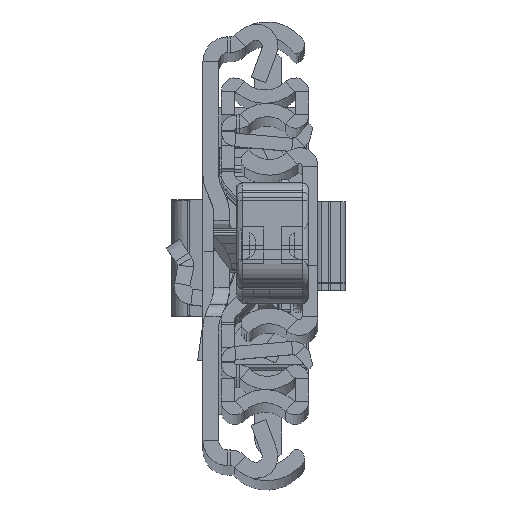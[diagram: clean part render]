
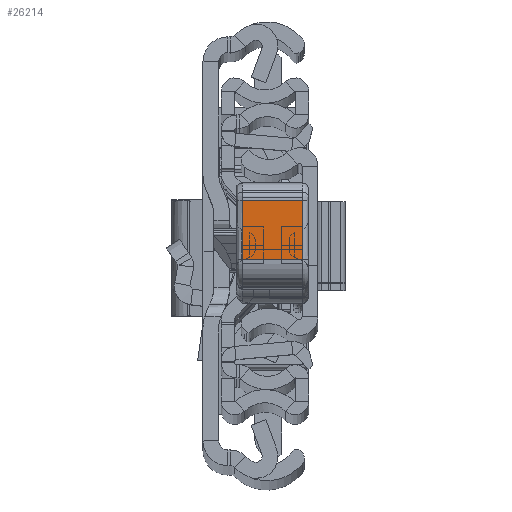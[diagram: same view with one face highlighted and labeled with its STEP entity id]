
A CAD part, top view. The second image highlights one B-rep face of the part: STEP entity #26214.
In plain terms, the highlighted face is planar.
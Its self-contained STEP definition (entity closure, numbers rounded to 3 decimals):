
#1105 = DIRECTION ( 'NONE',  ( -1., 0.027, 0. ) ) ;
#1971 = EDGE_CURVE ( 'NONE', #16025, #10137, #19571, .T. ) ;
#2569 = VECTOR ( 'NONE', #32171, 1000. ) ;
#2755 = CARTESIAN_POINT ( 'NONE',  ( 39.818, -2.465, 0. ) ) ;
#5513 = LINE ( 'NONE', #11269, #2569 ) ;
#5762 = VECTOR ( 'NONE', #16226, 1000. ) ;
#7574 = DIRECTION ( 'NONE',  ( 0., 0., -1. ) ) ;
#10137 = VERTEX_POINT ( 'NONE', #20660 ) ;
#10481 = CARTESIAN_POINT ( 'NONE',  ( 39.818, -2.465, -10. ) ) ;
#10997 = VECTOR ( 'NONE', #7574, 1000. ) ;
#11269 = CARTESIAN_POINT ( 'NONE',  ( 39.55, -12.274, -10. ) ) ;
#16025 = VERTEX_POINT ( 'NONE', #32369 ) ;
#16226 = DIRECTION ( 'NONE',  ( 0.027, 1., 0. ) ) ;
#19029 = EDGE_CURVE ( 'NONE', #10137, #24941, #19100, .T. ) ;
#19100 = LINE ( 'NONE', #30791, #5762 ) ;
#19571 = LINE ( 'NONE', #27990, #27589 ) ;
#20104 = ORIENTED_EDGE ( 'NONE', *, *, #1971, .F. ) ;
#20510 = FACE_OUTER_BOUND ( 'NONE', #27798, .T. ) ;
#20660 = CARTESIAN_POINT ( 'NONE',  ( 39.55, -12.274, 0. ) ) ;
#21650 = ORIENTED_EDGE ( 'NONE', *, *, #19029, .F. ) ;
#22441 = VERTEX_POINT ( 'NONE', #10481 ) ;
#22592 = DIRECTION ( 'NONE',  ( 0., 0., 1. ) ) ;
#22841 = EDGE_CURVE ( 'NONE', #24941, #22441, #30958, .T. ) ;
#24941 = VERTEX_POINT ( 'NONE', #2755 ) ;
#26214 = ADVANCED_FACE ( 'NONE', ( #20510 ), #32599, .F. ) ;
#27185 = CARTESIAN_POINT ( 'NONE',  ( 39.55, -12.274, -11. ) ) ;
#27589 = VECTOR ( 'NONE', #22592, 1000. ) ;
#27629 = AXIS2_PLACEMENT_3D ( 'NONE', #27185, #1105, #30253 ) ;
#27798 = EDGE_LOOP ( 'NONE', ( #20104, #35056, #31069, #21650 ) ) ;
#27990 = CARTESIAN_POINT ( 'NONE',  ( 39.55, -12.274, -11. ) ) ;
#30253 = DIRECTION ( 'NONE',  ( -0.027, -1., 0. ) ) ;
#30791 = CARTESIAN_POINT ( 'NONE',  ( 39.55, -12.274, 0. ) ) ;
#30958 = LINE ( 'NONE', #33843, #10997 ) ;
#31069 = ORIENTED_EDGE ( 'NONE', *, *, #22841, .F. ) ;
#32171 = DIRECTION ( 'NONE',  ( -0.027, -1., 0. ) ) ;
#32369 = CARTESIAN_POINT ( 'NONE',  ( 39.55, -12.274, -10. ) ) ;
#32599 = PLANE ( 'NONE',  #27629 ) ;
#33618 = EDGE_CURVE ( 'NONE', #22441, #16025, #5513, .T. ) ;
#33843 = CARTESIAN_POINT ( 'NONE',  ( 39.818, -2.465, -11. ) ) ;
#35056 = ORIENTED_EDGE ( 'NONE', *, *, #33618, .F. ) ;
